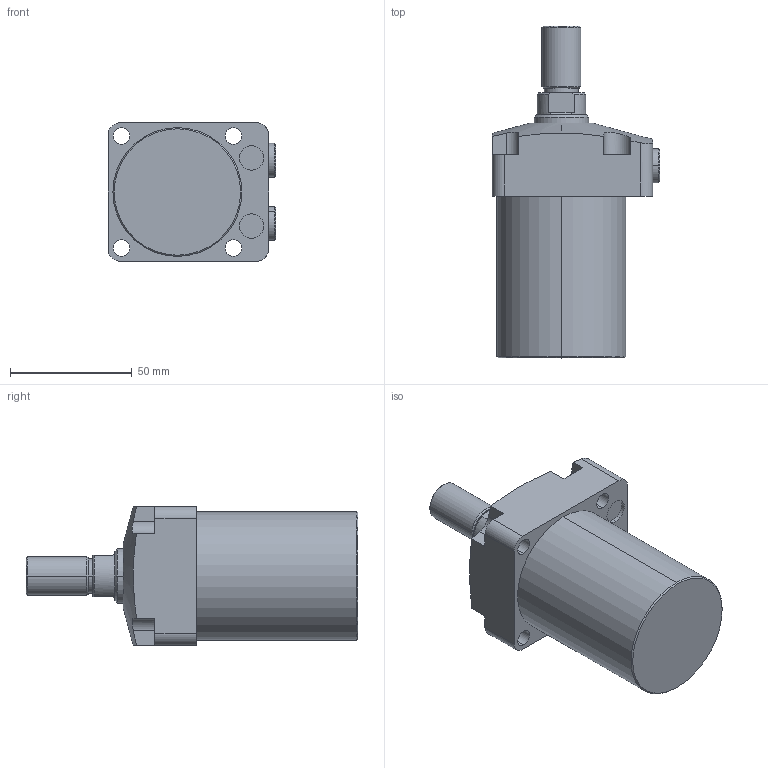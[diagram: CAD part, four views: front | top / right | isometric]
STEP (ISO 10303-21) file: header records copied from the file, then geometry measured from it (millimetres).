
FILE_DESCRIPTION (( 'STEP AP203' ), '1' );
FILE_NAME ('CNA06-50M.STEP', '2019-09-21T08:43:42', ( '微软用户' ), ( '微软中国' ), 'SwSTEP 2.0', 'SolidWorks 2012', '' );
FILE_SCHEMA (( 'CONFIG_CONTROL_DESIGN' ));
Length unit declared in the file: millimetre
Products named in the file (4): 黑芛1-8; CNA06-50M; CNA06-50P; 06-50M
Assembly tree (4 placements, depth 2):
  CNA06-50M
    CNA06-50P
    06-50M
    黑芛1-8  x2
Bounding box: 69 x 136.5 x 57 mm (x, y, z)
Volume: 267590.4 mm3; surface area: 35241.8 mm2
Topology: 4 solids, 4 shells, 136 faces, 317 edges, 200 vertices
Faces by surface type: cylinder 54, plane 53, cone 29
Entity records: 3929 total; most frequent: CARTESIAN_POINT 819, DIRECTION 585, ORIENTED_EDGE 534, EDGE_CURVE 267, AXIS2_PLACEMENT_3D 228, VERTEX_POINT 172, EDGE_LOOP 135, VECTOR 129
